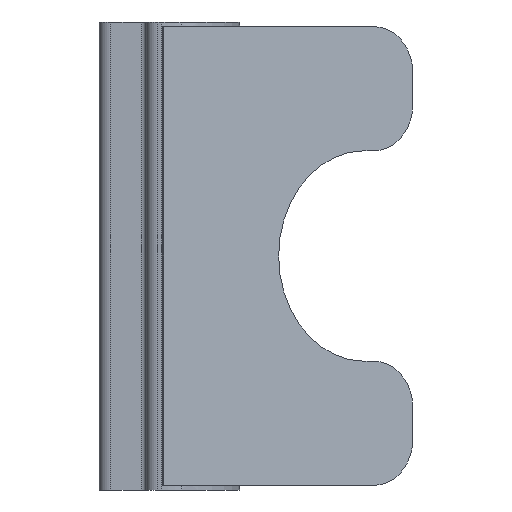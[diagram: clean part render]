
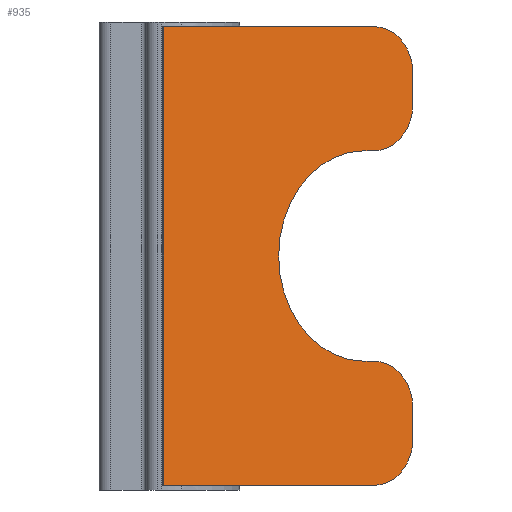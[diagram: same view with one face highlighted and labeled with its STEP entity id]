
A CAD part, left-side view. The second image highlights one B-rep face of the part: STEP entity #935.
In plain terms, the highlighted planar face has unit normal (-0.819, -0.574, 0).
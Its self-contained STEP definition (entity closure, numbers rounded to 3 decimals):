
#31 = DIRECTION ( 'NONE',  ( 0., 0., 1. ) ) ;
#56 = DIRECTION ( 'NONE',  ( -0.574, 0.819, 0. ) ) ;
#61 = CARTESIAN_POINT ( 'NONE',  ( -7.982, -2.757, -9.8 ) ) ;
#63 = FACE_OUTER_BOUND ( 'NONE', #173, .T. ) ;
#65 = CIRCLE ( 'NONE', #926, 2. ) ;
#68 = VERTEX_POINT ( 'NONE', #1402 ) ;
#70 = CARTESIAN_POINT ( 'NONE',  ( -1.673, -11.768, 7.8 ) ) ;
#79 = DIRECTION ( 'NONE',  ( -0.819, -0.574, 0. ) ) ;
#110 = VERTEX_POINT ( 'NONE', #310 ) ;
#119 = CARTESIAN_POINT ( 'NONE',  ( -1.673, -11.768, -9.8 ) ) ;
#169 = CIRCLE ( 'NONE', #946, 4.5 ) ;
#171 = DIRECTION ( 'NONE',  ( -0.819, -0.574, 0. ) ) ;
#173 = EDGE_LOOP ( 'NONE', ( #1180, #1329, #778, #1395, #1042, #1303, #1444, #634, #1199, #241, #1269, #495 ) ) ;
#177 = CARTESIAN_POINT ( 'NONE',  ( -1.673, -11.768, -7.8 ) ) ;
#183 = DIRECTION ( 'NONE',  ( 0.574, -0.819, 0. ) ) ;
#241 = ORIENTED_EDGE ( 'NONE', *, *, #1040, .T. ) ;
#255 = VERTEX_POINT ( 'NONE', #1498 ) ;
#262 = LINE ( 'NONE', #438, #842 ) ;
#291 = DIRECTION ( 'NONE',  ( 0.574, -0.819, 0. ) ) ;
#301 = CARTESIAN_POINT ( 'NONE',  ( -7.982, -2.757, -9.8 ) ) ;
#310 = CARTESIAN_POINT ( 'NONE',  ( -1.673, -11.768, 9.8 ) ) ;
#314 = VECTOR ( 'NONE', #1163, 1000. ) ;
#330 = DIRECTION ( 'NONE',  ( -0.819, -0.574, 0. ) ) ;
#335 = CIRCLE ( 'NONE', #919, 2. ) ;
#340 = VERTEX_POINT ( 'NONE', #924 ) ;
#357 = EDGE_CURVE ( 'NONE', #1055, #808, #1238, .T. ) ;
#372 = VECTOR ( 'NONE', #631, 1000. ) ;
#389 = CIRCLE ( 'NONE', #483, 2. ) ;
#401 = VERTEX_POINT ( 'NONE', #478 ) ;
#435 = DIRECTION ( 'NONE',  ( 0.574, -0.819, 0. ) ) ;
#438 = CARTESIAN_POINT ( 'NONE',  ( -0.525, -13.406, -9.8 ) ) ;
#447 = LINE ( 'NONE', #843, #1027 ) ;
#450 = CARTESIAN_POINT ( 'NONE',  ( -0.525, -13.406, 6.5 ) ) ;
#471 = CARTESIAN_POINT ( 'NONE',  ( -7.982, -2.757, -9.8 ) ) ;
#478 = CARTESIAN_POINT ( 'NONE',  ( -0.525, -13.406, 7.8 ) ) ;
#483 = AXIS2_PLACEMENT_3D ( 'NONE', #1271, #574, #1387 ) ;
#491 = CARTESIAN_POINT ( 'NONE',  ( -0.525, -13.406, -9.8 ) ) ;
#495 = ORIENTED_EDGE ( 'NONE', *, *, #533, .F. ) ;
#504 = EDGE_CURVE ( 'NONE', #68, #340, #1368, .T. ) ;
#514 = EDGE_CURVE ( 'NONE', #795, #1496, #447, .T. ) ;
#533 = EDGE_CURVE ( 'NONE', #1496, #1092, #169, .T. ) ;
#536 = EDGE_CURVE ( 'NONE', #1055, #255, #991, .T. ) ;
#553 = LINE ( 'NONE', #1295, #830 ) ;
#556 = EDGE_CURVE ( 'NONE', #808, #68, #65, .T. ) ;
#568 = EDGE_CURVE ( 'NONE', #401, #110, #335, .T. ) ;
#574 = DIRECTION ( 'NONE',  ( -0.819, -0.574, 0. ) ) ;
#575 = CARTESIAN_POINT ( 'NONE',  ( -1.959, -11.358, -4.5 ) ) ;
#588 = AXIS2_PLACEMENT_3D ( 'NONE', #1029, #330, #1145 ) ;
#631 = DIRECTION ( 'NONE',  ( 0., 0., 1. ) ) ;
#634 = ORIENTED_EDGE ( 'NONE', *, *, #556, .T. ) ;
#663 = AXIS2_PLACEMENT_3D ( 'NONE', #301, #79, #884 ) ;
#774 = PLANE ( 'NONE',  #663 ) ;
#778 = ORIENTED_EDGE ( 'NONE', *, *, #984, .T. ) ;
#795 = VERTEX_POINT ( 'NONE', #806 ) ;
#806 = CARTESIAN_POINT ( 'NONE',  ( -1.673, -11.768, 4.5 ) ) ;
#807 = CIRCLE ( 'NONE', #588, 2. ) ;
#808 = VERTEX_POINT ( 'NONE', #119 ) ;
#830 = VECTOR ( 'NONE', #1410, 1000. ) ;
#842 = VECTOR ( 'NONE', #895, 1000. ) ;
#843 = CARTESIAN_POINT ( 'NONE',  ( -1.959, -11.358, 4.5 ) ) ;
#866 = CARTESIAN_POINT ( 'NONE',  ( -1.959, -11.358, 0. ) ) ;
#875 = DIRECTION ( 'NONE',  ( -0.819, -0.574, 0. ) ) ;
#884 = DIRECTION ( 'NONE',  ( 0.574, -0.819, 0. ) ) ;
#895 = DIRECTION ( 'NONE',  ( 0., 0., 1. ) ) ;
#919 = AXIS2_PLACEMENT_3D ( 'NONE', #70, #875, #183 ) ;
#924 = CARTESIAN_POINT ( 'NONE',  ( -0.525, -13.406, -6.5 ) ) ;
#926 = AXIS2_PLACEMENT_3D ( 'NONE', #177, #994, #291 ) ;
#935 = ADVANCED_FACE ( 'NONE', ( #63 ), #774, .T. ) ;
#946 = AXIS2_PLACEMENT_3D ( 'NONE', #866, #171, #989 ) ;
#984 = EDGE_CURVE ( 'NONE', #1049, #401, #262, .T. ) ;
#989 = DIRECTION ( 'NONE',  ( 0.574, -0.819, 0. ) ) ;
#991 = LINE ( 'NONE', #61, #372 ) ;
#994 = DIRECTION ( 'NONE',  ( -0.819, -0.574, 0. ) ) ;
#1003 = VECTOR ( 'NONE', #435, 1000. ) ;
#1017 = CARTESIAN_POINT ( 'NONE',  ( -1.959, -11.358, 4.5 ) ) ;
#1027 = VECTOR ( 'NONE', #56, 1000. ) ;
#1029 = CARTESIAN_POINT ( 'NONE',  ( -1.673, -11.768, -6.5 ) ) ;
#1040 = EDGE_CURVE ( 'NONE', #340, #1087, #807, .T. ) ;
#1042 = ORIENTED_EDGE ( 'NONE', *, *, #1491, .F. ) ;
#1049 = VERTEX_POINT ( 'NONE', #450 ) ;
#1055 = VERTEX_POINT ( 'NONE', #1259 ) ;
#1066 = VECTOR ( 'NONE', #31, 1000. ) ;
#1087 = VERTEX_POINT ( 'NONE', #1157 ) ;
#1092 = VERTEX_POINT ( 'NONE', #575 ) ;
#1145 = DIRECTION ( 'NONE',  ( 0.574, -0.819, 0. ) ) ;
#1157 = CARTESIAN_POINT ( 'NONE',  ( -1.673, -11.768, -4.5 ) ) ;
#1163 = DIRECTION ( 'NONE',  ( 0.574, -0.819, 0. ) ) ;
#1180 = ORIENTED_EDGE ( 'NONE', *, *, #514, .F. ) ;
#1189 = EDGE_CURVE ( 'NONE', #795, #1049, #389, .T. ) ;
#1199 = ORIENTED_EDGE ( 'NONE', *, *, #504, .T. ) ;
#1238 = LINE ( 'NONE', #471, #314 ) ;
#1259 = CARTESIAN_POINT ( 'NONE',  ( -7.982, -2.757, -9.8 ) ) ;
#1269 = ORIENTED_EDGE ( 'NONE', *, *, #1308, .F. ) ;
#1271 = CARTESIAN_POINT ( 'NONE',  ( -1.673, -11.768, 6.5 ) ) ;
#1295 = CARTESIAN_POINT ( 'NONE',  ( -1.959, -11.358, -4.5 ) ) ;
#1303 = ORIENTED_EDGE ( 'NONE', *, *, #536, .F. ) ;
#1307 = LINE ( 'NONE', #1359, #1003 ) ;
#1308 = EDGE_CURVE ( 'NONE', #1092, #1087, #553, .T. ) ;
#1329 = ORIENTED_EDGE ( 'NONE', *, *, #1189, .T. ) ;
#1359 = CARTESIAN_POINT ( 'NONE',  ( -7.982, -2.757, 9.8 ) ) ;
#1368 = LINE ( 'NONE', #491, #1066 ) ;
#1387 = DIRECTION ( 'NONE',  ( 0.574, -0.819, 0. ) ) ;
#1395 = ORIENTED_EDGE ( 'NONE', *, *, #568, .T. ) ;
#1402 = CARTESIAN_POINT ( 'NONE',  ( -0.525, -13.406, -7.8 ) ) ;
#1410 = DIRECTION ( 'NONE',  ( 0.574, -0.819, 0. ) ) ;
#1444 = ORIENTED_EDGE ( 'NONE', *, *, #357, .T. ) ;
#1491 = EDGE_CURVE ( 'NONE', #255, #110, #1307, .T. ) ;
#1496 = VERTEX_POINT ( 'NONE', #1017 ) ;
#1498 = CARTESIAN_POINT ( 'NONE',  ( -7.982, -2.757, 9.8 ) ) ;
